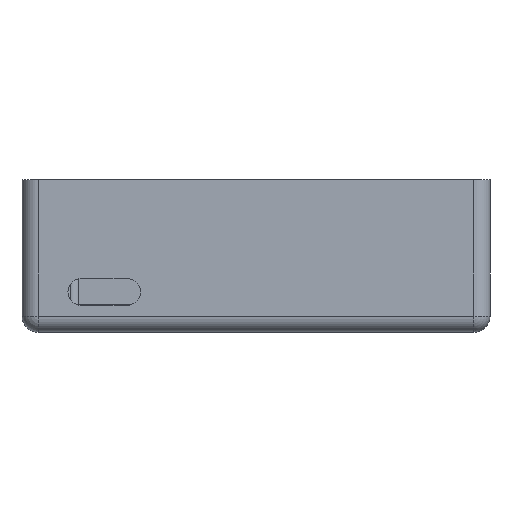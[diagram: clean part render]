
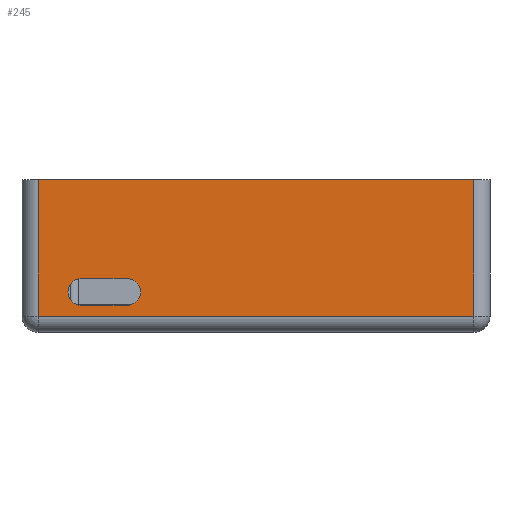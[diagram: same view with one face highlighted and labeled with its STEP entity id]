
A CAD part, front view. The second image highlights one B-rep face of the part: STEP entity #245.
In plain terms, the highlighted planar face has unit normal (0, -1, 0).
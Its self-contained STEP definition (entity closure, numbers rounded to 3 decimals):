
#114 = DIRECTION ( 'NONE',  ( 0., -1., 0. ) ) ;
#145 = CIRCLE ( 'NONE', #373, 1.65 ) ;
#211 = CARTESIAN_POINT ( 'NONE',  ( -21.65, -35., 6.65 ) ) ;
#240 = VERTEX_POINT ( 'NONE', #631 ) ;
#245 = ADVANCED_FACE ( 'NONE', ( #329, #1948 ), #2214, .F. ) ;
#312 = CARTESIAN_POINT ( 'NONE',  ( -15.95, -35., 5. ) ) ;
#329 = FACE_BOUND ( 'NONE', #597, .T. ) ;
#331 = VERTEX_POINT ( 'NONE', #812 ) ;
#373 = AXIS2_PLACEMENT_3D ( 'NONE', #2005, #114, #1075 ) ;
#419 = ORIENTED_EDGE ( 'NONE', *, *, #1252, .F. ) ;
#427 = VECTOR ( 'NONE', #2260, 1000. ) ;
#428 = LINE ( 'NONE', #1800, #2071 ) ;
#430 = DIRECTION ( 'NONE',  ( 1., 0., 0. ) ) ;
#511 = AXIS2_PLACEMENT_3D ( 'NONE', #312, #1972, #725 ) ;
#528 = LINE ( 'NONE', #211, #1238 ) ;
#529 = VECTOR ( 'NONE', #2378, 1000. ) ;
#597 = EDGE_LOOP ( 'NONE', ( #773, #419, #2036, #1920 ) ) ;
#631 = CARTESIAN_POINT ( 'NONE',  ( -27., -35., 18.9 ) ) ;
#646 = CARTESIAN_POINT ( 'NONE',  ( 27., -35., 18.9 ) ) ;
#714 = VERTEX_POINT ( 'NONE', #646 ) ;
#725 = DIRECTION ( 'NONE',  ( 0., 0., -1. ) ) ;
#766 = CARTESIAN_POINT ( 'NONE',  ( -29., -35., 18.9 ) ) ;
#773 = ORIENTED_EDGE ( 'NONE', *, *, #1713, .F. ) ;
#790 = DIRECTION ( 'NONE',  ( 0., 0., 1. ) ) ;
#812 = CARTESIAN_POINT ( 'NONE',  ( -15.95, -35., 3.35 ) ) ;
#972 = VERTEX_POINT ( 'NONE', #1682 ) ;
#990 = CARTESIAN_POINT ( 'NONE',  ( -21.65, -35., 3.35 ) ) ;
#1075 = DIRECTION ( 'NONE',  ( 0., 0., -1. ) ) ;
#1112 = VERTEX_POINT ( 'NONE', #1984 ) ;
#1193 = AXIS2_PLACEMENT_3D ( 'NONE', #766, #1649, #790 ) ;
#1195 = CARTESIAN_POINT ( 'NONE',  ( -29., -35., 18.9 ) ) ;
#1212 = LINE ( 'NONE', #1195, #529 ) ;
#1221 = CIRCLE ( 'NONE', #511, 1.65 ) ;
#1238 = VECTOR ( 'NONE', #2306, 1000. ) ;
#1252 = EDGE_CURVE ( 'NONE', #1112, #1790, #145, .T. ) ;
#1271 = LINE ( 'NONE', #2212, #2035 ) ;
#1399 = DIRECTION ( 'NONE',  ( 0., 0., -1. ) ) ;
#1403 = LINE ( 'NONE', #1678, #2201 ) ;
#1461 = EDGE_LOOP ( 'NONE', ( #2332, #1591, #1993, #1859 ) ) ;
#1503 = EDGE_CURVE ( 'NONE', #1515, #972, #1271, .T. ) ;
#1515 = VERTEX_POINT ( 'NONE', #1613 ) ;
#1542 = EDGE_CURVE ( 'NONE', #240, #714, #1212, .T. ) ;
#1585 = EDGE_CURVE ( 'NONE', #240, #1515, #428, .T. ) ;
#1591 = ORIENTED_EDGE ( 'NONE', *, *, #1585, .T. ) ;
#1613 = CARTESIAN_POINT ( 'NONE',  ( -27., -35., 2. ) ) ;
#1649 = DIRECTION ( 'NONE',  ( 0., 1., 0. ) ) ;
#1678 = CARTESIAN_POINT ( 'NONE',  ( -21.65, -35., 3.35 ) ) ;
#1682 = CARTESIAN_POINT ( 'NONE',  ( 27., -35., 2. ) ) ;
#1713 = EDGE_CURVE ( 'NONE', #1790, #331, #1403, .T. ) ;
#1790 = VERTEX_POINT ( 'NONE', #990 ) ;
#1800 = CARTESIAN_POINT ( 'NONE',  ( -27., -35., 18.9 ) ) ;
#1859 = ORIENTED_EDGE ( 'NONE', *, *, #2077, .T. ) ;
#1902 = CARTESIAN_POINT ( 'NONE',  ( 27., -35., 18.9 ) ) ;
#1912 = EDGE_CURVE ( 'NONE', #331, #2200, #1221, .T. ) ;
#1920 = ORIENTED_EDGE ( 'NONE', *, *, #1912, .F. ) ;
#1948 = FACE_OUTER_BOUND ( 'NONE', #1461, .T. ) ;
#1972 = DIRECTION ( 'NONE',  ( 0., -1., 0. ) ) ;
#1984 = CARTESIAN_POINT ( 'NONE',  ( -21.65, -35., 6.65 ) ) ;
#1985 = EDGE_CURVE ( 'NONE', #2200, #1112, #528, .T. ) ;
#1993 = ORIENTED_EDGE ( 'NONE', *, *, #1503, .T. ) ;
#2005 = CARTESIAN_POINT ( 'NONE',  ( -21.65, -35., 5. ) ) ;
#2035 = VECTOR ( 'NONE', #2175, 1000. ) ;
#2036 = ORIENTED_EDGE ( 'NONE', *, *, #1985, .F. ) ;
#2071 = VECTOR ( 'NONE', #1399, 1000. ) ;
#2077 = EDGE_CURVE ( 'NONE', #972, #714, #2109, .T. ) ;
#2109 = LINE ( 'NONE', #1902, #427 ) ;
#2175 = DIRECTION ( 'NONE',  ( 1., 0., 0. ) ) ;
#2200 = VERTEX_POINT ( 'NONE', #2219 ) ;
#2201 = VECTOR ( 'NONE', #430, 1000. ) ;
#2212 = CARTESIAN_POINT ( 'NONE',  ( 29., -35., 2. ) ) ;
#2214 = PLANE ( 'NONE',  #1193 ) ;
#2219 = CARTESIAN_POINT ( 'NONE',  ( -15.95, -35., 6.65 ) ) ;
#2260 = DIRECTION ( 'NONE',  ( 0., 0., 1. ) ) ;
#2306 = DIRECTION ( 'NONE',  ( -1., 0., 0. ) ) ;
#2332 = ORIENTED_EDGE ( 'NONE', *, *, #1542, .F. ) ;
#2378 = DIRECTION ( 'NONE',  ( 1., 0., 0. ) ) ;
